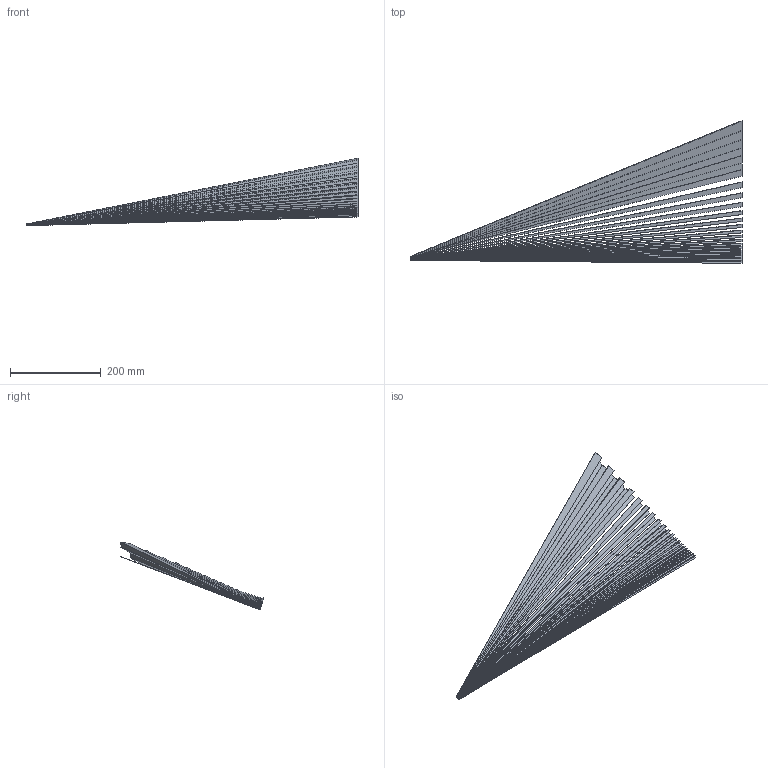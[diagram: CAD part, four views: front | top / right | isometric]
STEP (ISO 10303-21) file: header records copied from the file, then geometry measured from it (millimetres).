
FILE_DESCRIPTION(('FreeCAD Model'),'2;1');
FILE_NAME( 'block_11.step', '2021-06-02T11:40:40',('Author'),(''), 'Open CASCADE STEP processor 7.3','FreeCAD','Unknown');
FILE_SCHEMA(('AUTOMOTIVE_DESIGN { 1 0 10303 214 1 1 1 1 }'));
Length unit declared in the file: millimetre
Products named in the file (1): Part_11
Bounding box: 730 x 313.6 x 148.36 mm (x, y, z)
Volume: 66772.5 mm3; surface area: 458997.4 mm2
Topology: 7 solids, 7 shells, 320 faces, 917 edges, 611 vertices
Faces by surface type: plane 320
Entity records: 21292 total; most frequent: CARTESIAN_POINT 4608, DIRECTION 2468, ORIENTED_EDGE 1834, PCURVE 1834, DEFINITIONAL_REPRESENTATION 1834, LINE 1826, VECTOR 1826, B_SPLINE_CURVE_WITH_KNOTS 925
